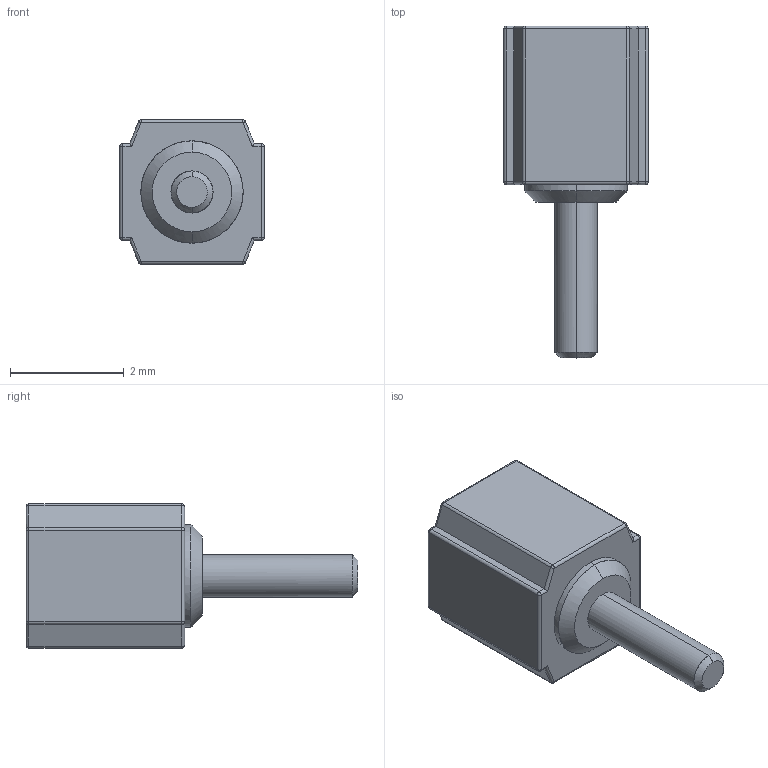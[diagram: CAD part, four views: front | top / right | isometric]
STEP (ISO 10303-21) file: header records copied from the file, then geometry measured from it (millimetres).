
FILE_DESCRIPTION (( 'STEP AP214' ), '1' );
FILE_NAME ('315-47-101-41-001000.STEP', '2018-07-25T20:19:28', ( '' ), ( '' ), 'SwSTEP 2.0', 'SolidWorks 2014', '' );
FILE_SCHEMA (( 'AUTOMOTIVE_DESIGN' ));
Length unit declared in the file: millimetre
Products named in the file (1): 315-47-101-41-001000
Bounding box: 2.54 x 5.84 x 2.54 mm (x, y, z)
Volume: 12.9 mm3; surface area: 84.1 mm2
Topology: 4 solids, 4 shells, 91 faces, 198 edges, 100 vertices
Faces by surface type: cylinder 46, plane 21, sphere 16, bspline 8
Entity records: 3249 total; most frequent: CARTESIAN_POINT 1370, DIRECTION 386, ORIENTED_EDGE 364, EDGE_CURVE 182, AXIS2_PLACEMENT_3D 152, VERTEX_POINT 100, EDGE_LOOP 98, FACE_OUTER_BOUND 91
